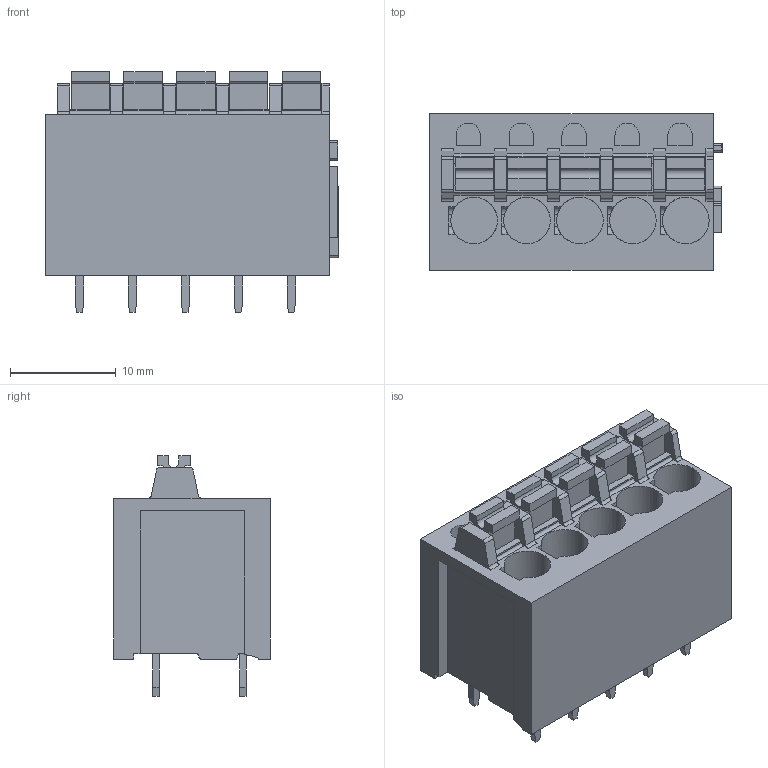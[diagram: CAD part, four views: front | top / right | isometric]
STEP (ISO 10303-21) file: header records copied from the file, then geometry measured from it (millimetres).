
FILE_DESCRIPTION(('CATIA V5 STEP Exchange','CAx-IF Rec.Pracs.--- Model Styling and Organization---1.4--- 2014-01-23'),'2;1');
FILE_NAME ('D1491525_0_1425060000_1425060000.stp','2021-06-28T07:58:58+00:00',('none'),('Weidmueller'),'CATIA Version 5-6 Release 2016 SP3 HF44','CATIA V5 STEP AP214','none');
FILE_SCHEMA(('AUTOMOTIVE_DESIGN { 1 0 10303 214 1 1 1 1 }'));
Length unit declared in the file: millimetre
Products named in the file (1): 1425060000
Bounding box: 27.65 x 14.8 x 22.7 mm (x, y, z)
Volume: 5526 mm3; surface area: 3589.7 mm2
Topology: 16 solids, 16 shells, 385 faces, 1020 edges, 680 vertices
Faces by surface type: plane 291, cylinder 94
Entity records: 11568 total; most frequent: CARTESIAN_POINT 2071, ORIENTED_EDGE 2040, DIRECTION 1535, EDGE_CURVE 1020, VECTOR 822, LINE 822, VERTEX_POINT 680, AXIS2_PLACEMENT_3D 449
